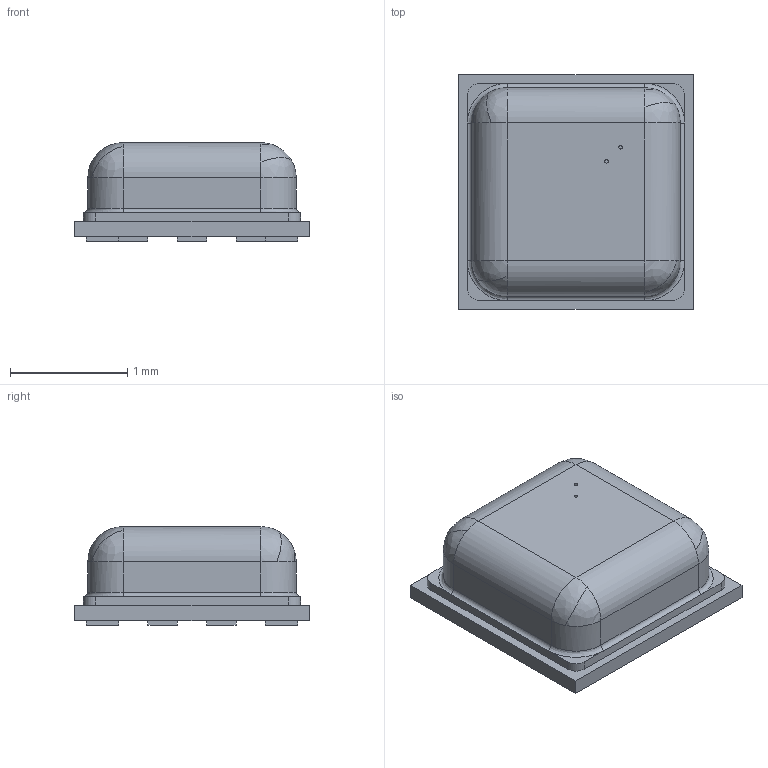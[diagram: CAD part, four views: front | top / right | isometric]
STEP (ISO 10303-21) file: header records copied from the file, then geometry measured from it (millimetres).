
FILE_DESCRIPTION (( 'STEP AP214' ), '1' );
FILE_NAME ('User Library-BMP581-1.STEP', '2023-05-31T10:16:18', ( '' ), ( '' ), 'SwSTEP 2.0', 'SolidWorks 2022', '' );
FILE_SCHEMA (( 'AUTOMOTIVE_DESIGN' ));
Length unit declared in the file: millimetre
Products named in the file (14): User Library-BMP581-1; Component5; Component9; Component2; Component1_1; Component4; Component3; BMP581_LEADS; Component8; Component10; BMP581_SHELL; Component6; Component1; Component7
Assembly tree (13 placements, depth 3):
  User Library-BMP581-1
    BMP581_SHELL
      Component1
    BMP581_LEADS
      Component1_1
      Component2
      Component3
      Component4
      Component5
      Component6
      Component7
      Component8
      Component9
      Component10
Bounding box: 2 x 2 x 0.84 mm (x, y, z)
Volume: 2.5 mm3; surface area: 14.3 mm2
Topology: 11 solids, 11 shells, 109 faces, 240 edges, 148 vertices
Faces by surface type: plane 79, cylinder 18, bspline 12
Entity records: 4827 total; most frequent: CARTESIAN_POINT 735, DIRECTION 510, ORIENTED_EDGE 464, EDGE_CURVE 232, LINE 176, VECTOR 176, AXIS2_PLACEMENT_3D 167, VERTEX_POINT 148
